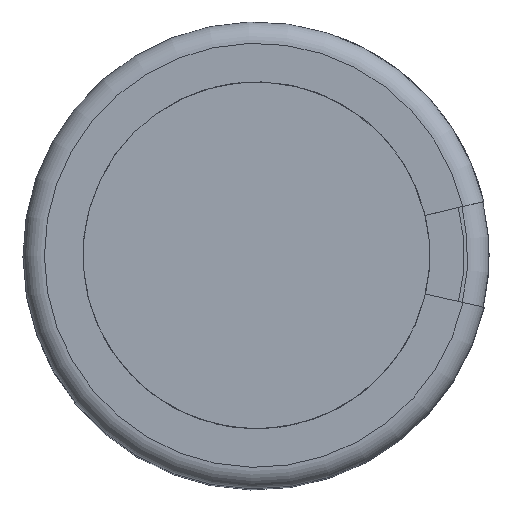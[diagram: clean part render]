
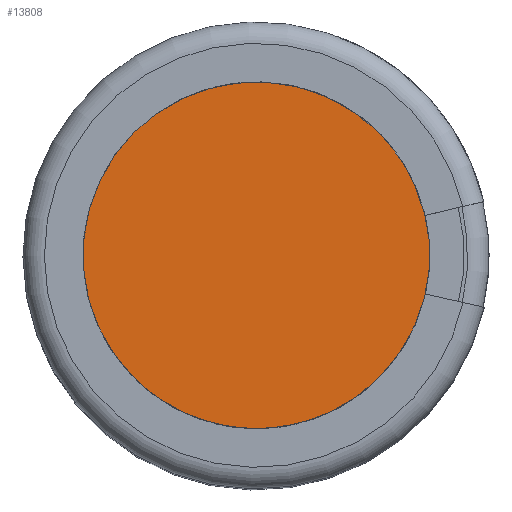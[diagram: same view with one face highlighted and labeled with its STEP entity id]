
A CAD part, top view. The second image highlights one B-rep face of the part: STEP entity #13808.
In plain terms, the highlighted face is planar.
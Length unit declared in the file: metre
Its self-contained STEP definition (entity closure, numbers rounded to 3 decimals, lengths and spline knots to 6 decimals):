
#2191=ORIENTED_EDGE('',*,*,#5068,.F.);
#5068=EDGE_CURVE('',#6498,#6498,#7391,.T.);
#6498=VERTEX_POINT('',#18712);
#7391=CIRCLE('',#14484,0.009932);
#7831=EDGE_LOOP('',(#2191));
#8538=FACE_BOUND('',#7831,.T.);
#9208=PLANE('',#14483);
#13808=ADVANCED_FACE('',(#8538),#9208,.F.);
#14483=AXIS2_PLACEMENT_3D('',#18710,#15765,#15766);
#14484=AXIS2_PLACEMENT_3D('',#18711,#15767,#15768);
#15765=DIRECTION('',(0.,-1.,0.));
#15766=DIRECTION('',(0.,0.,-1.));
#15767=DIRECTION('',(0.,-1.,0.));
#15768=DIRECTION('',(0.,0.,-1.));
#18710=CARTESIAN_POINT('',(0.,0.03378,0.));
#18711=CARTESIAN_POINT('',(0.,0.03378,0.));
#18712=CARTESIAN_POINT('',(0.,0.03378,-0.009932));
